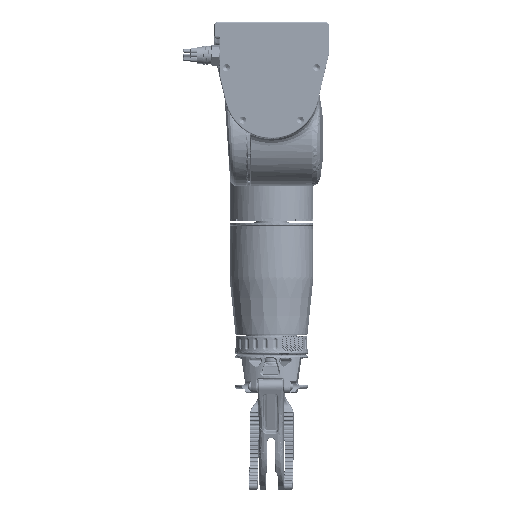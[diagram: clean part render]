
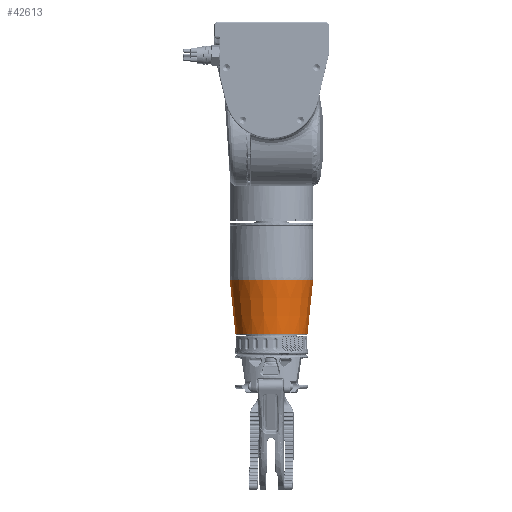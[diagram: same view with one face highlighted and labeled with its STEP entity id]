
A CAD part, front view. The second image highlights one B-rep face of the part: STEP entity #42613.
In plain terms, the highlighted conical face has half-angle 5.966 degrees and reference radius 40.8 mm.
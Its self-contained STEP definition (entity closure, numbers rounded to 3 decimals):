
#18895 = VERTEX_POINT ( 'NONE', #271256 ) ;
#29144 = EDGE_LOOP ( 'NONE', ( #282379 ) ) ;
#42613 = ADVANCED_FACE ( 'NONE', ( #255737, #127087 ), #276274, .T. ) ;
#46373 = VERTEX_POINT ( 'NONE', #302004 ) ;
#72975 = DIRECTION ( 'NONE',  ( -1., 0., 0. ) ) ;
#73663 = DIRECTION ( 'NONE',  ( 0., 0., -1. ) ) ;
#103368 = DIRECTION ( 'NONE',  ( 0., 0., 1. ) ) ;
#127087 = FACE_OUTER_BOUND ( 'NONE', #198228, .T. ) ;
#128516 = CIRCLE ( 'NONE', #134075, 35.094 ) ;
#134075 = AXIS2_PLACEMENT_3D ( 'NONE', #148187, #73663, #278425 ) ;
#147493 = DIRECTION ( 'NONE',  ( 0., 0., -1. ) ) ;
#148187 = CARTESIAN_POINT ( 'NONE',  ( -85.121, -117.488, -262.757 ) ) ;
#150959 = DIRECTION ( 'NONE',  ( 1., 0., 0. ) ) ;
#189231 = CIRCLE ( 'NONE', #329588, 40.638 ) ;
#194422 = EDGE_CURVE ( 'NONE', #46373, #46373, #128516, .T. ) ;
#198228 = EDGE_LOOP ( 'NONE', ( #321118 ) ) ;
#211362 = AXIS2_PLACEMENT_3D ( 'NONE', #325250, #147493, #72975 ) ;
#230516 = CARTESIAN_POINT ( 'NONE',  ( -85.121, -117.488, -315.81 ) ) ;
#255737 = FACE_BOUND ( 'NONE', #29144, .T. ) ;
#256717 = EDGE_CURVE ( 'NONE', #18895, #18895, #189231, .T. ) ;
#271256 = CARTESIAN_POINT ( 'NONE',  ( -44.484, -117.488, -315.81 ) ) ;
#276274 = CONICAL_SURFACE ( 'NONE', #211362, 40.8, 0.104 ) ;
#278425 = DIRECTION ( 'NONE',  ( 1., 0., 0. ) ) ;
#282379 = ORIENTED_EDGE ( 'NONE', *, *, #194422, .T. ) ;
#302004 = CARTESIAN_POINT ( 'NONE',  ( -50.028, -117.488, -262.757 ) ) ;
#321118 = ORIENTED_EDGE ( 'NONE', *, *, #256717, .T. ) ;
#325250 = CARTESIAN_POINT ( 'NONE',  ( -85.121, -117.488, -317.365 ) ) ;
#329588 = AXIS2_PLACEMENT_3D ( 'NONE', #230516, #103368, #150959 ) ;
